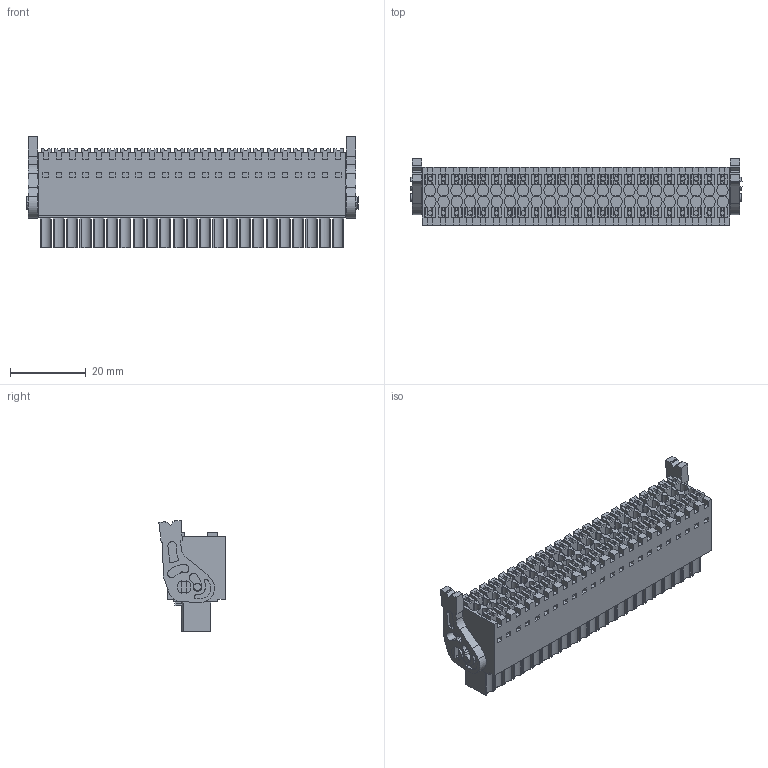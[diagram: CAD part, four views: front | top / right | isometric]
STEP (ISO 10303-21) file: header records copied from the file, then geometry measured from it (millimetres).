
FILE_DESCRIPTION(('CATIA V5 STEP Exchange','CAx-IF Rec.Pracs.--- Model Styling and Organization---1.4--- 2014-01-23'),'2;1');
FILE_NAME ('D1486872_1_2558810000_2558810000.stp','2022-08-08T06:36:38+00:00',('none'),('Weidmueller'),'CATIA Version 5-6 Release 2016 SP3 HF44','CATIA V5 STEP AP214','none');
FILE_SCHEMA(('AUTOMOTIVE_DESIGN { 1 0 10303 214 1 1 1 1 }'));
Products named in the file (1): 2558810000
Bounding box: 87.4 x 17.45 x 29.28 mm (x, y, z)
Volume: 23822.3 mm3; surface area: 17467.2 mm2
Topology: 49 solids, 49 shells, 2534 faces, 7065 edges, 4710 vertices
Faces by surface type: plane 2200, cylinder 290, extrusion 44
Entity records: 76075 total; most frequent: CARTESIAN_POINT 16278, ORIENTED_EDGE 14130, DIRECTION 9294, EDGE_CURVE 7065, VECTOR 5973, LINE 5929, VERTEX_POINT 4710, EDGE_LOOP 2719
